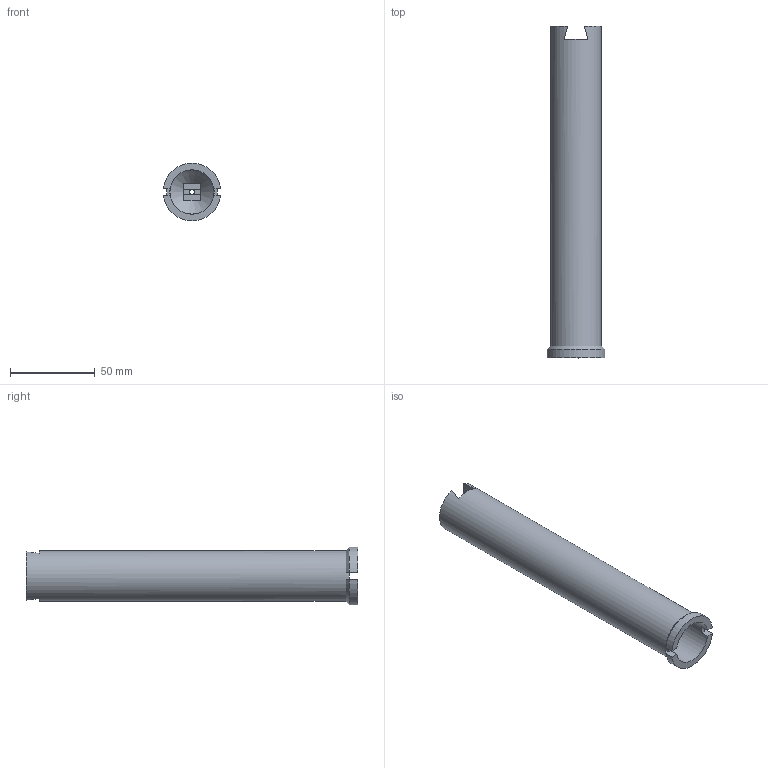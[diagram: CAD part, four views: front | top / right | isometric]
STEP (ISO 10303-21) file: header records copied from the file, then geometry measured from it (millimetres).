
FILE_DESCRIPTION(/* description */ (''),/* implementation_level */ '2;1');
FILE_NAME(/* name */ '32. Battery Stock Tube.step',/* time_stamp */ '2023-09-05T19:30:56+01:00',/* author */ (''),/* organization */ (''),/* preprocessor_version */ 'ST-DEVELOPER v20',/* originating_system */ 'Autodesk Translation Framework v12.9.0.99',/* authorisation */ '');
FILE_SCHEMA (('AUTOMOTIVE_DESIGN { 1 0 10303 214 3 1 1 }'));
Length unit declared in the file: millimetre
Products named in the file (1): 32. Battery Stock Tube
Bounding box: 33.74 x 195.35 x 33.88 mm (x, y, z)
Volume: 41343.2 mm3; surface area: 35054.3 mm2
Topology: 1 solids, 1 shells, 39 faces, 107 edges, 69 vertices
Faces by surface type: plane 31, cylinder 5, cone 3
Full cylindrical faces by diameter (mm): 3 x1, 26 x1, 30 x1
Entity records: 1266 total; most frequent: CARTESIAN_POINT 240, ORIENTED_EDGE 214, DIRECTION 204, EDGE_CURVE 107, VERTEX_POINT 69, AXIS2_PLACEMENT_3D 69, LINE 66, VECTOR 66
